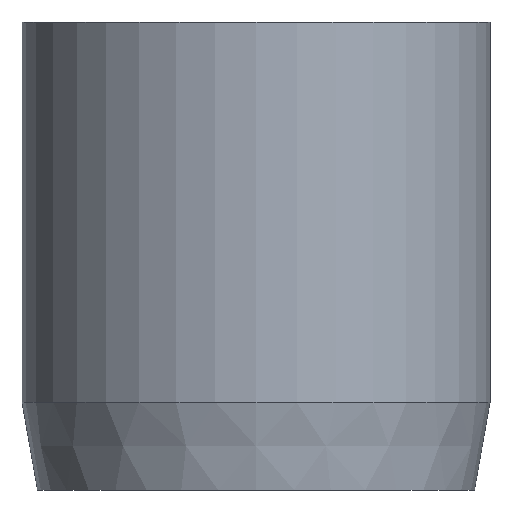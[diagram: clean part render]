
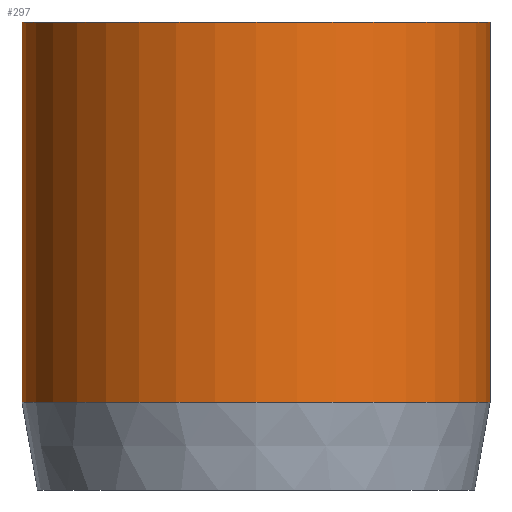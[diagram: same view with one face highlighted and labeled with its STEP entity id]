
A CAD part, front view. The second image highlights one B-rep face of the part: STEP entity #297.
In plain terms, the highlighted cylindrical face has radius 4 mm (diameter 8 mm), a partial arc.
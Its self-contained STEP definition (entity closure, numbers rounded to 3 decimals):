
#15 = LINE ( 'NONE', #254, #525 ) ;
#35 = DIRECTION ( 'NONE',  ( -1., 0., 0. ) ) ;
#49 = CARTESIAN_POINT ( 'NONE',  ( 0., 0., 8. ) ) ;
#87 = ORIENTED_EDGE ( 'NONE', *, *, #1020, .T. ) ;
#198 = AXIS2_PLACEMENT_3D ( 'NONE', #974, #444, #1063 ) ;
#254 = CARTESIAN_POINT ( 'NONE',  ( 4., 0., 8. ) ) ;
#297 = ADVANCED_FACE ( 'NONE', ( #534 ), #756, .T. ) ;
#398 = EDGE_CURVE ( 'NONE', #674, #1120, #703, .T. ) ;
#421 = CARTESIAN_POINT ( 'NONE',  ( -4., 0., 8. ) ) ;
#444 = DIRECTION ( 'NONE',  ( 0., 0., 1. ) ) ;
#463 = AXIS2_PLACEMENT_3D ( 'NONE', #49, #948, #35 ) ;
#525 = VECTOR ( 'NONE', #779, 1000. ) ;
#534 = FACE_OUTER_BOUND ( 'NONE', #967, .T. ) ;
#598 = CARTESIAN_POINT ( 'NONE',  ( -4., 0., 1.5 ) ) ;
#629 = CARTESIAN_POINT ( 'NONE',  ( 4., 0., 1.5 ) ) ;
#659 = EDGE_CURVE ( 'NONE', #988, #1120, #15, .T. ) ;
#674 = VERTEX_POINT ( 'NONE', #598 ) ;
#693 = DIRECTION ( 'NONE',  ( 1., 0., 0. ) ) ;
#703 = CIRCLE ( 'NONE', #830, 4. ) ;
#709 = DIRECTION ( 'NONE',  ( 0., 0., 1. ) ) ;
#727 = ORIENTED_EDGE ( 'NONE', *, *, #764, .F. ) ;
#756 = CYLINDRICAL_SURFACE ( 'NONE', #463, 4. ) ;
#764 = EDGE_CURVE ( 'NONE', #848, #988, #1069, .T. ) ;
#777 = CARTESIAN_POINT ( 'NONE',  ( 0., 0., 1.5 ) ) ;
#779 = DIRECTION ( 'NONE',  ( 0., 0., -1. ) ) ;
#830 = AXIS2_PLACEMENT_3D ( 'NONE', #777, #709, #693 ) ;
#846 = ORIENTED_EDGE ( 'NONE', *, *, #398, .T. ) ;
#848 = VERTEX_POINT ( 'NONE', #1008 ) ;
#872 = DIRECTION ( 'NONE',  ( 0., 0., -1. ) ) ;
#948 = DIRECTION ( 'NONE',  ( 0., 0., -1. ) ) ;
#967 = EDGE_LOOP ( 'NONE', ( #986, #727, #87, #846 ) ) ;
#974 = CARTESIAN_POINT ( 'NONE',  ( 0., 0., 8. ) ) ;
#986 = ORIENTED_EDGE ( 'NONE', *, *, #659, .F. ) ;
#988 = VERTEX_POINT ( 'NONE', #1122 ) ;
#1008 = CARTESIAN_POINT ( 'NONE',  ( -4., 0., 8. ) ) ;
#1020 = EDGE_CURVE ( 'NONE', #848, #674, #1062, .T. ) ;
#1028 = VECTOR ( 'NONE', #872, 1000. ) ;
#1062 = LINE ( 'NONE', #421, #1028 ) ;
#1063 = DIRECTION ( 'NONE',  ( 1., 0., 0. ) ) ;
#1069 = CIRCLE ( 'NONE', #198, 4. ) ;
#1120 = VERTEX_POINT ( 'NONE', #629 ) ;
#1122 = CARTESIAN_POINT ( 'NONE',  ( 4., 0., 8. ) ) ;
